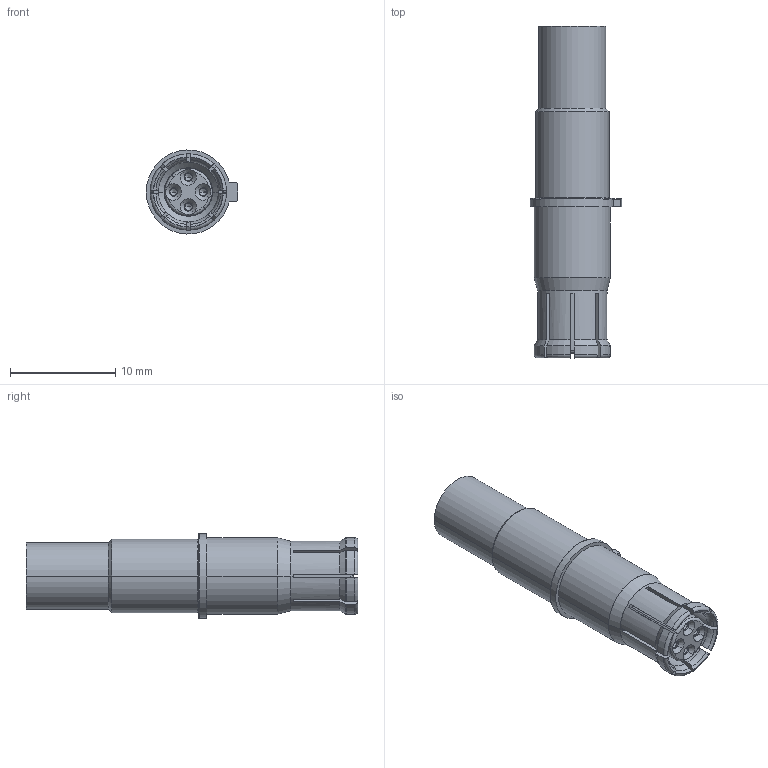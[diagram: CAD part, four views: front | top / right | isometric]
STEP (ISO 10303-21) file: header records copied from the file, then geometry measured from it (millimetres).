
FILE_DESCRIPTION((''),'2;1');
FILE_NAME('00170471202','2020-09-17T',('presta_be4'),(''),'CREO PARAMETRIC BY PTC INC, 2018360','CREO PARAMETRIC BY PTC INC, 2018360','');
FILE_SCHEMA(('CONFIG_CONTROL_DESIGN'));
Length unit declared in the file: millimetre
Products named in the file (1): 00170471202
Bounding box: 8.68 x 31.46 x 7.97 mm (x, y, z)
Volume: 757 mm3; surface area: 2673.3 mm2
Topology: 1 solids, 1 shells, 391 faces, 1048 edges, 660 vertices
Faces by surface type: cylinder 140, plane 129, torus 64, cone 58
Entity records: 13449 total; most frequent: CARTESIAN_POINT 3657, DIRECTION 2069, ORIENTED_EDGE 2064, EDGE_CURVE 1032, AXIS2_PLACEMENT_3D 830, VERTEX_POINT 660, CIRCLE 439, EDGE_LOOP 434
